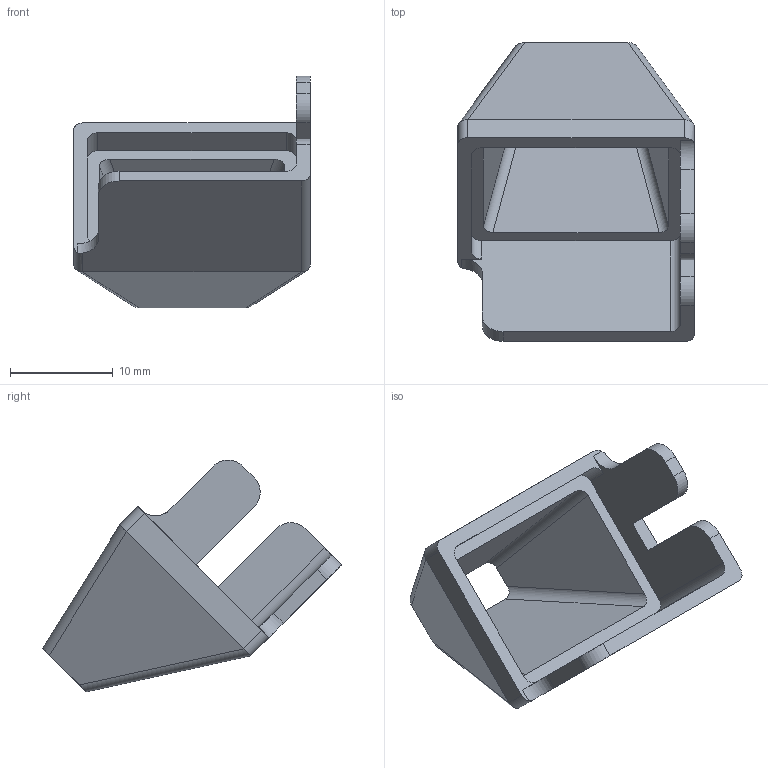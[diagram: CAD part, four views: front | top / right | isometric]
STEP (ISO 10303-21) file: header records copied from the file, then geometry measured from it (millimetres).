
FILE_DESCRIPTION(/* description */ ('STEP AP214'),/* implementation_level */ '2;1');
FILE_NAME(/* name */ '60454e4c85bdcf18874850d2',/* time_stamp */ '2021-03-07T22:06:05+00:00',/* author */ (''),/* organization */ (''),/* preprocessor_version */ 'ST-DEVELOPER v18.1',/* originating_system */ ' ',/* authorisation */ ' ');
FILE_SCHEMA (('AUTOMOTIVE_DESIGN {1 0 10303 214 3 1 1}'));
Length unit declared in the file: metre
Products named in the file (1): 5015_front_duct
Bounding box: 23 x 29.08 x 22.54 mm (x, y, z)
Volume: 2011.8 mm3; surface area: 2765.7 mm2
Topology: 1 solids, 1 shells, 48 faces, 130 edges, 84 vertices
Faces by surface type: plane 26, cylinder 18, bspline 4
Entity records: 1570 total; most frequent: CARTESIAN_POINT 305, ORIENTED_EDGE 260, DIRECTION 258, EDGE_CURVE 130, LINE 88, VECTOR 88, AXIS2_PLACEMENT_3D 85, VERTEX_POINT 84
